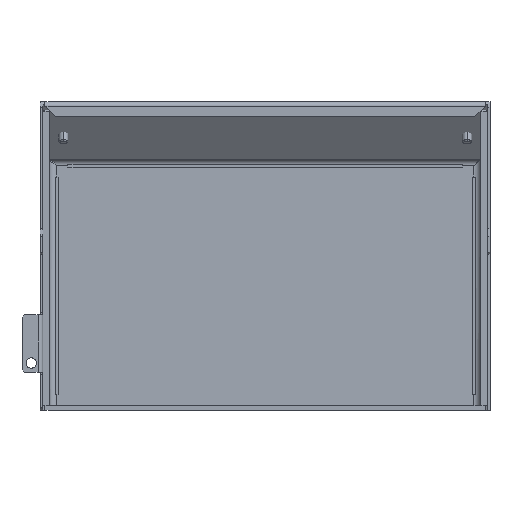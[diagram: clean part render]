
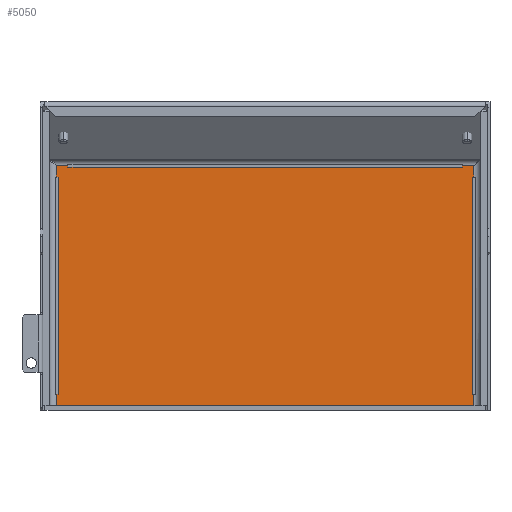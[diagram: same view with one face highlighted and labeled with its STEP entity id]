
A CAD part, top view. The second image highlights one B-rep face of the part: STEP entity #5050.
In plain terms, the highlighted planar face has unit normal (0, 0, 1).
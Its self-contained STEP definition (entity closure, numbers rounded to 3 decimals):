
#4236=DIRECTION('',(0.,-1.,0.));
#4237=VECTOR('',#4236,94.44);
#4238=CARTESIAN_POINT('',(-85.75,416.55,-61.));
#4239=LINE('',#4238,#4237);
#4240=DIRECTION('',(1.,0.,0.));
#4241=VECTOR('',#4240,0.75);
#4242=CARTESIAN_POINT('',(-86.5,416.55,-61.));
#4243=LINE('',#4242,#4241);
#4244=DIRECTION('',(0.,-1.,0.));
#4245=VECTOR('',#4244,5.);
#4246=CARTESIAN_POINT('',(-86.5,421.55,-61.));
#4247=LINE('',#4246,#4245);
#4248=DIRECTION('',(-1.,0.,0.));
#4249=VECTOR('',#4248,5.);
#4250=CARTESIAN_POINT('',(-81.5,421.55,-61.));
#4251=LINE('',#4250,#4249);
#4252=DIRECTION('',(0.,-1.,0.));
#4253=VECTOR('',#4252,0.75);
#4254=CARTESIAN_POINT('',(-81.5,421.55,-61.));
#4255=LINE('',#4254,#4253);
#4256=DIRECTION('',(-1.,0.,0.));
#4257=VECTOR('',#4256,171.5);
#4258=CARTESIAN_POINT('',(90.,420.8,-61.));
#4259=LINE('',#4258,#4257);
#4260=DIRECTION('',(0.,-1.,0.));
#4261=VECTOR('',#4260,0.75);
#4262=CARTESIAN_POINT('',(90.,421.55,-61.));
#4263=LINE('',#4262,#4261);
#4264=DIRECTION('',(-1.,0.,0.));
#4265=VECTOR('',#4264,5.);
#4266=CARTESIAN_POINT('',(95.,421.55,-61.));
#4267=LINE('',#4266,#4265);
#4268=DIRECTION('',(0.,1.,0.));
#4269=VECTOR('',#4268,5.);
#4270=CARTESIAN_POINT('',(95.,416.55,-61.));
#4271=LINE('',#4270,#4269);
#4272=DIRECTION('',(-1.,0.,0.));
#4273=VECTOR('',#4272,0.75);
#4274=CARTESIAN_POINT('',(95.,416.55,-61.));
#4275=LINE('',#4274,#4273);
#4276=DIRECTION('',(0.,1.,0.));
#4277=VECTOR('',#4276,94.44);
#4278=CARTESIAN_POINT('',(94.25,322.11,-61.));
#4279=LINE('',#4278,#4277);
#4280=DIRECTION('',(-1.,0.,0.));
#4281=VECTOR('',#4280,0.75);
#4282=CARTESIAN_POINT('',(95.,322.11,-61.));
#4283=LINE('',#4282,#4281);
#4284=DIRECTION('',(0.,1.,0.));
#4285=VECTOR('',#4284,5.);
#4286=CARTESIAN_POINT('',(95.,317.11,-61.));
#4287=LINE('',#4286,#4285);
#4288=DIRECTION('',(1.,0.,0.));
#4289=VECTOR('',#4288,181.5);
#4290=CARTESIAN_POINT('',(-86.5,317.11,-61.));
#4291=LINE('',#4290,#4289);
#4292=DIRECTION('',(0.,-1.,0.));
#4293=VECTOR('',#4292,5.);
#4294=CARTESIAN_POINT('',(-86.5,322.11,-61.));
#4295=LINE('',#4294,#4293);
#4296=DIRECTION('',(1.,0.,0.));
#4297=VECTOR('',#4296,0.75);
#4298=CARTESIAN_POINT('',(-86.5,322.11,-61.));
#4299=LINE('',#4298,#4297);
#4365=CARTESIAN_POINT('',(-86.5,421.55,-61.));
#4525=CARTESIAN_POINT('',(95.,421.55,-61.));
#4682=CARTESIAN_POINT('',(-86.5,317.11,-61.));
#4683=CARTESIAN_POINT('',(95.,317.11,-61.));
#4684=VERTEX_POINT('',#4682);
#4685=VERTEX_POINT('',#4683);
#4718=CARTESIAN_POINT('',(-85.75,416.55,-61.));
#4719=CARTESIAN_POINT('',(-85.75,322.11,-61.));
#4720=VERTEX_POINT('',#4718);
#4721=VERTEX_POINT('',#4719);
#4722=CARTESIAN_POINT('',(-86.5,322.11,-61.));
#4723=VERTEX_POINT('',#4722);
#4724=CARTESIAN_POINT('',(-86.5,416.55,-61.));
#4725=VERTEX_POINT('',#4724);
#4732=VERTEX_POINT('',#4365);
#4738=VERTEX_POINT('',#4525);
#4755=CARTESIAN_POINT('',(95.,416.55,-61.));
#4756=CARTESIAN_POINT('',(94.25,416.55,-61.));
#4757=VERTEX_POINT('',#4755);
#4758=VERTEX_POINT('',#4756);
#4759=CARTESIAN_POINT('',(95.,322.11,-61.));
#4760=CARTESIAN_POINT('',(94.25,322.11,-61.));
#4761=VERTEX_POINT('',#4759);
#4762=VERTEX_POINT('',#4760);
#4763=CARTESIAN_POINT('',(90.,421.55,-61.));
#4764=CARTESIAN_POINT('',(90.,420.8,-61.));
#4765=VERTEX_POINT('',#4763);
#4766=VERTEX_POINT('',#4764);
#4767=CARTESIAN_POINT('',(-81.5,420.8,-61.));
#4768=VERTEX_POINT('',#4767);
#4769=CARTESIAN_POINT('',(-81.5,421.55,-61.));
#4770=VERTEX_POINT('',#4769);
#5015=CARTESIAN_POINT('',(101.,317.11,-61.));
#5016=DIRECTION('',(0.,0.,-1.));
#5017=DIRECTION('',(0.,1.,0.));
#5018=AXIS2_PLACEMENT_3D('',#5015,#5016,#5017);
#5019=PLANE('',#5018);
#5020=ORIENTED_EDGE('',*,*,#4930,.F.);
#5021=ORIENTED_EDGE('',*,*,#4945,.F.);
#5023=ORIENTED_EDGE('',*,*,#5022,.F.);
#5025=ORIENTED_EDGE('',*,*,#5024,.F.);
#5027=ORIENTED_EDGE('',*,*,#5026,.T.);
#5029=ORIENTED_EDGE('',*,*,#5028,.F.);
#5031=ORIENTED_EDGE('',*,*,#5030,.F.);
#5033=ORIENTED_EDGE('',*,*,#5032,.F.);
#5035=ORIENTED_EDGE('',*,*,#5034,.F.);
#5036=ORIENTED_EDGE('',*,*,#4879,.T.);
#5038=ORIENTED_EDGE('',*,*,#5037,.F.);
#5040=ORIENTED_EDGE('',*,*,#5039,.F.);
#5042=ORIENTED_EDGE('',*,*,#5041,.F.);
#5044=ORIENTED_EDGE('',*,*,#5043,.F.);
#5046=ORIENTED_EDGE('',*,*,#5045,.F.);
#5047=ORIENTED_EDGE('',*,*,#5009,.T.);
#5048=EDGE_LOOP('',(#5020,#5021,#5023,#5025,#5027,#5029,#5031,#5033,#5035,#5036,
#5038,#5040,#5042,#5044,#5046,#5047));
#5049=FACE_OUTER_BOUND('',#5048,.F.);
#5050=ADVANCED_FACE('',(#5049),#5019,.F.);
#4879=EDGE_CURVE('',#4757,#4758,#4275,.T.);
#4930=EDGE_CURVE('',#4720,#4721,#4239,.T.);
#4945=EDGE_CURVE('',#4725,#4720,#4243,.T.);
#5009=EDGE_CURVE('',#4723,#4721,#4299,.T.);
#5022=EDGE_CURVE('',#4732,#4725,#4247,.T.);
#5024=EDGE_CURVE('',#4770,#4732,#4251,.T.);
#5026=EDGE_CURVE('',#4770,#4768,#4255,.T.);
#5028=EDGE_CURVE('',#4766,#4768,#4259,.T.);
#5030=EDGE_CURVE('',#4765,#4766,#4263,.T.);
#5032=EDGE_CURVE('',#4738,#4765,#4267,.T.);
#5034=EDGE_CURVE('',#4757,#4738,#4271,.T.);
#5037=EDGE_CURVE('',#4762,#4758,#4279,.T.);
#5039=EDGE_CURVE('',#4761,#4762,#4283,.T.);
#5041=EDGE_CURVE('',#4685,#4761,#4287,.T.);
#5043=EDGE_CURVE('',#4684,#4685,#4291,.T.);
#5045=EDGE_CURVE('',#4723,#4684,#4295,.T.);
